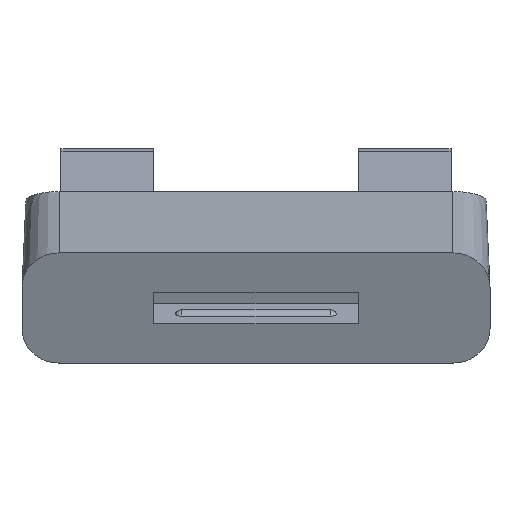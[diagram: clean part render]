
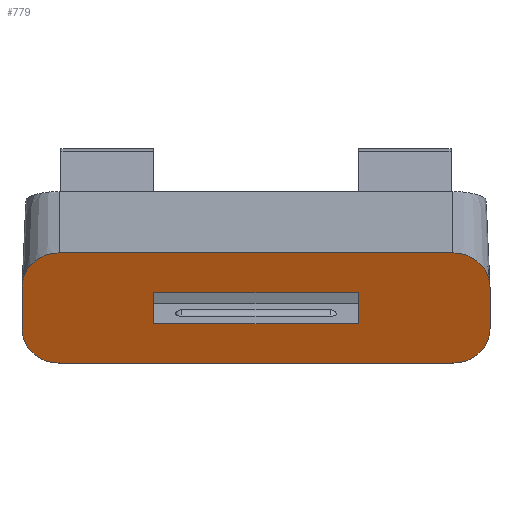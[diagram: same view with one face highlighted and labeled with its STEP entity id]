
A CAD part, top view. The second image highlights one B-rep face of the part: STEP entity #779.
In plain terms, the highlighted planar face has unit normal (0, -0.375, 0.927).
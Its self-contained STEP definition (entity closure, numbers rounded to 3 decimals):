
#686=AXIS2_PLACEMENT_3D('Plane Axis2P3D',#683,#684,#685) ;
#699=AXIS2_PLACEMENT_3D('Circle Axis2P3D',#697,#698,$) ;
#713=AXIS2_PLACEMENT_3D('Circle Axis2P3D',#711,#712,$) ;
#727=AXIS2_PLACEMENT_3D('Circle Axis2P3D',#725,#726,$) ;
#741=AXIS2_PLACEMENT_3D('Circle Axis2P3D',#739,#740,$) ;
#656=CARTESIAN_POINT('Line Origine',(3.549,1.483,18.236)) ;
#660=CARTESIAN_POINT('Vertex',(3.549,1.066,18.068)) ;
#662=CARTESIAN_POINT('Vertex',(3.549,1.9,18.405)) ;
#683=CARTESIAN_POINT('Axis2P3D Location',(6.299,1.483,18.236)) ;
#688=CARTESIAN_POINT('Line Origine',(6.299,0.,17.637)) ;
#692=CARTESIAN_POINT('Vertex',(0.999,0.,17.637)) ;
#694=CARTESIAN_POINT('Vertex',(11.599,0.,17.637)) ;
#697=CARTESIAN_POINT('Axis2P3D Location',(11.599,0.927,18.011)) ;
#701=CARTESIAN_POINT('Vertex',(12.599,0.927,18.011)) ;
#704=CARTESIAN_POINT('Line Origine',(12.599,1.483,18.236)) ;
#708=CARTESIAN_POINT('Vertex',(12.599,2.039,18.461)) ;
#711=CARTESIAN_POINT('Axis2P3D Location',(11.599,2.039,18.461)) ;
#715=CARTESIAN_POINT('Vertex',(11.599,2.966,18.835)) ;
#718=CARTESIAN_POINT('Line Origine',(6.299,2.966,18.835)) ;
#722=CARTESIAN_POINT('Vertex',(0.999,2.966,18.835)) ;
#725=CARTESIAN_POINT('Axis2P3D Location',(0.999,2.039,18.461)) ;
#729=CARTESIAN_POINT('Vertex',(0.,2.039,18.461)) ;
#732=CARTESIAN_POINT('Line Origine',(0.,1.483,18.236)) ;
#736=CARTESIAN_POINT('Vertex',(0.,0.927,18.011)) ;
#739=CARTESIAN_POINT('Axis2P3D Location',(0.999,0.927,18.011)) ;
#754=CARTESIAN_POINT('Line Origine',(6.299,1.066,18.068)) ;
#758=CARTESIAN_POINT('Vertex',(9.049,1.066,18.068)) ;
#761=CARTESIAN_POINT('Line Origine',(6.299,1.9,18.405)) ;
#765=CARTESIAN_POINT('Vertex',(9.049,1.9,18.405)) ;
#768=CARTESIAN_POINT('Line Origine',(9.049,1.483,18.236)) ;
#657=DIRECTION('Vector Direction',(0.,0.927,0.375)) ;
#684=DIRECTION('Axis2P3D Direction',(0.,-0.375,0.927)) ;
#685=DIRECTION('Axis2P3D XDirection',(-1.,0.,0.)) ;
#689=DIRECTION('Vector Direction',(-1.,0.,0.)) ;
#698=DIRECTION('Axis2P3D Direction',(0.,-0.375,0.927)) ;
#705=DIRECTION('Vector Direction',(0.,-0.927,-0.375)) ;
#712=DIRECTION('Axis2P3D Direction',(0.,-0.375,0.927)) ;
#719=DIRECTION('Vector Direction',(1.,0.,0.)) ;
#726=DIRECTION('Axis2P3D Direction',(0.,-0.375,0.927)) ;
#733=DIRECTION('Vector Direction',(0.,0.927,0.375)) ;
#740=DIRECTION('Axis2P3D Direction',(0.,-0.375,0.927)) ;
#755=DIRECTION('Vector Direction',(1.,0.,0.)) ;
#762=DIRECTION('Vector Direction',(1.,0.,0.)) ;
#769=DIRECTION('Vector Direction',(0.,0.927,0.375)) ;
#658=VECTOR('Line Direction',#657,1.) ;
#690=VECTOR('Line Direction',#689,1.) ;
#706=VECTOR('Line Direction',#705,1.) ;
#720=VECTOR('Line Direction',#719,1.) ;
#734=VECTOR('Line Direction',#733,1.) ;
#756=VECTOR('Line Direction',#755,1.) ;
#763=VECTOR('Line Direction',#762,1.) ;
#770=VECTOR('Line Direction',#769,1.) ;
#745=ORIENTED_EDGE('',*,*,#696,.T.) ;
#746=ORIENTED_EDGE('',*,*,#703,.T.) ;
#747=ORIENTED_EDGE('',*,*,#710,.T.) ;
#748=ORIENTED_EDGE('',*,*,#717,.T.) ;
#749=ORIENTED_EDGE('',*,*,#724,.T.) ;
#750=ORIENTED_EDGE('',*,*,#731,.T.) ;
#751=ORIENTED_EDGE('',*,*,#738,.T.) ;
#752=ORIENTED_EDGE('',*,*,#743,.T.) ;
#774=ORIENTED_EDGE('',*,*,#760,.T.) ;
#775=ORIENTED_EDGE('',*,*,#664,.T.) ;
#776=ORIENTED_EDGE('',*,*,#767,.F.) ;
#777=ORIENTED_EDGE('',*,*,#772,.F.) ;
#778=FACE_BOUND('',#773,.T.) ;
#779=ADVANCED_FACE('Hauptk\X2\00F6\X0\rper',(#753,#778),#687,.T.) ;
#700=CIRCLE('generated circle',#699,0.999) ;
#714=CIRCLE('generated circle',#713,0.999) ;
#728=CIRCLE('generated circle',#727,0.999) ;
#742=CIRCLE('generated circle',#741,0.999) ;
#664=EDGE_CURVE('',#661,#663,#659,.T.) ;
#696=EDGE_CURVE('',#693,#695,#691,.F.) ;
#703=EDGE_CURVE('',#695,#702,#700,.T.) ;
#710=EDGE_CURVE('',#702,#709,#707,.F.) ;
#717=EDGE_CURVE('',#709,#716,#714,.T.) ;
#724=EDGE_CURVE('',#716,#723,#721,.F.) ;
#731=EDGE_CURVE('',#723,#730,#728,.T.) ;
#738=EDGE_CURVE('',#730,#737,#735,.F.) ;
#743=EDGE_CURVE('',#737,#693,#742,.T.) ;
#760=EDGE_CURVE('',#759,#661,#757,.F.) ;
#767=EDGE_CURVE('',#766,#663,#764,.F.) ;
#772=EDGE_CURVE('',#759,#766,#771,.T.) ;
#744=EDGE_LOOP('',(#745,#746,#747,#748,#749,#750,#751,#752)) ;
#773=EDGE_LOOP('',(#774,#775,#776,#777)) ;
#753=FACE_OUTER_BOUND('',#744,.T.) ;
#659=LINE('Line',#656,#658) ;
#691=LINE('Line',#688,#690) ;
#707=LINE('Line',#704,#706) ;
#721=LINE('Line',#718,#720) ;
#735=LINE('Line',#732,#734) ;
#757=LINE('Line',#754,#756) ;
#764=LINE('Line',#761,#763) ;
#771=LINE('Line',#768,#770) ;
#687=PLANE('',#686) ;
#661=VERTEX_POINT('',#660) ;
#663=VERTEX_POINT('',#662) ;
#693=VERTEX_POINT('',#692) ;
#695=VERTEX_POINT('',#694) ;
#702=VERTEX_POINT('',#701) ;
#709=VERTEX_POINT('',#708) ;
#716=VERTEX_POINT('',#715) ;
#723=VERTEX_POINT('',#722) ;
#730=VERTEX_POINT('',#729) ;
#737=VERTEX_POINT('',#736) ;
#759=VERTEX_POINT('',#758) ;
#766=VERTEX_POINT('',#765) ;
